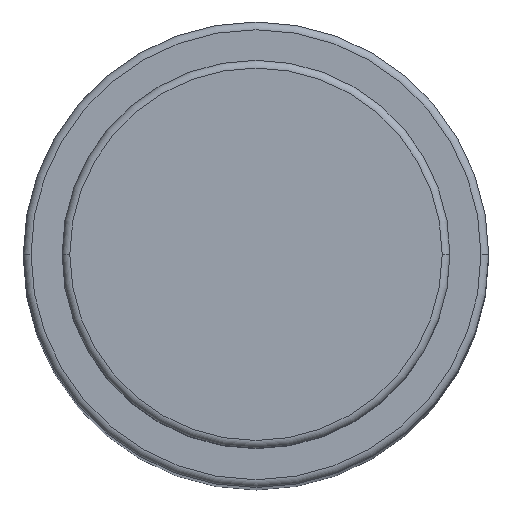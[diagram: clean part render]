
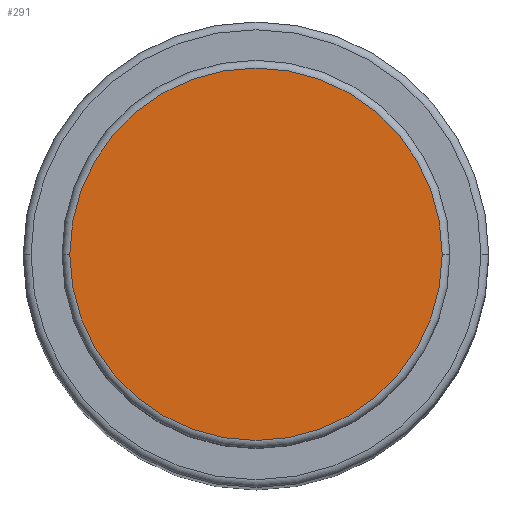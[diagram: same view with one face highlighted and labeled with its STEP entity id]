
A CAD part, top view. The second image highlights one B-rep face of the part: STEP entity #291.
In plain terms, the highlighted planar face has unit normal (0, 0, 1).
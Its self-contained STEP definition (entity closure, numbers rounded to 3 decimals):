
#76=CARTESIAN_POINT('',(0.,0.,6.5));
#77=DIRECTION('',(0.,0.,1.));
#78=DIRECTION('',(1.,0.,0.));
#79=AXIS2_PLACEMENT_3D('',#76,#77,#78);
#81=CARTESIAN_POINT('',(0.,0.,6.5));
#82=DIRECTION('',(0.,0.,1.));
#83=DIRECTION('',(-1.,0.,0.));
#84=AXIS2_PLACEMENT_3D('',#81,#82,#83);
#264=CARTESIAN_POINT('',(4.8,0.,6.5));
#265=CARTESIAN_POINT('',(-4.8,0.,6.5));
#266=VERTEX_POINT('',#264);
#267=VERTEX_POINT('',#265);
#280=CARTESIAN_POINT('',(0.,0.,6.5));
#281=DIRECTION('',(0.,0.,1.));
#282=DIRECTION('',(1.,0.,0.));
#283=AXIS2_PLACEMENT_3D('',#280,#281,#282);
#284=PLANE('',#283);
#286=ORIENTED_EDGE('',*,*,#285,.F.);
#288=ORIENTED_EDGE('',*,*,#287,.F.);
#289=EDGE_LOOP('',(#286,#288));
#290=FACE_OUTER_BOUND('',#289,.F.);
#291=ADVANCED_FACE('',(#290),#284,.T.);
#80=CIRCLE('',#79,4.8);
#85=CIRCLE('',#84,4.8);
#285=EDGE_CURVE('',#266,#267,#80,.T.);
#287=EDGE_CURVE('',#267,#266,#85,.T.);
